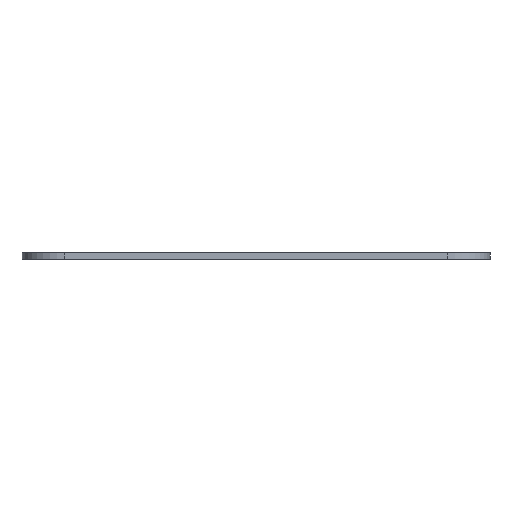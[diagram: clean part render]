
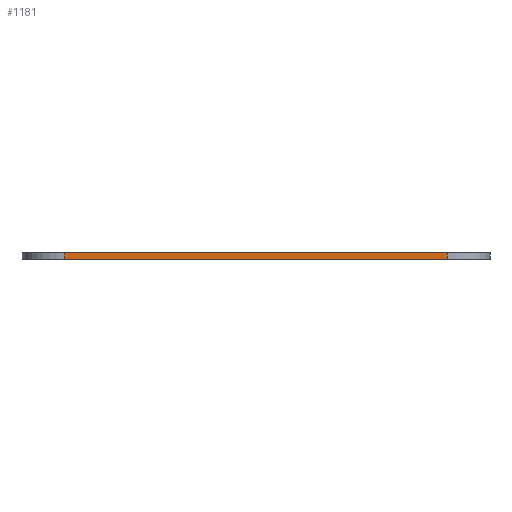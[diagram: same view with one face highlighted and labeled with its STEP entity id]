
A CAD part, front view. The second image highlights one B-rep face of the part: STEP entity #1181.
In plain terms, the highlighted planar face has unit normal (0, -1, 0).
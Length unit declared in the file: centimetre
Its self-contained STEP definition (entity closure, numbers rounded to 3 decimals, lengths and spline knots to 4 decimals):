
#76=PLANE('',#1296);
#129=FACE_OUTER_BOUND('',#208,.T.);
#208=EDGE_LOOP('',(#991,#992,#993,#994));
#272=LINE('',#1719,#386);
#330=LINE('',#1894,#444);
#331=LINE('',#1897,#445);
#332=LINE('',#1898,#446);
#386=VECTOR('',#1386,1.);
#444=VECTOR('',#1562,1.);
#445=VECTOR('',#1565,1.);
#446=VECTOR('',#1566,1.);
#557=VERTEX_POINT('',#1716);
#558=VERTEX_POINT('',#1718);
#616=VERTEX_POINT('',#1892);
#617=VERTEX_POINT('',#1896);
#671=EDGE_CURVE('',#557,#558,#272,.T.);
#759=EDGE_CURVE('',#616,#558,#330,.T.);
#760=EDGE_CURVE('',#616,#617,#331,.T.);
#761=EDGE_CURVE('',#617,#557,#332,.T.);
#991=ORIENTED_EDGE('',*,*,#760,.F.);
#992=ORIENTED_EDGE('',*,*,#759,.T.);
#993=ORIENTED_EDGE('',*,*,#671,.F.);
#994=ORIENTED_EDGE('',*,*,#761,.F.);
#1181=ADVANCED_FACE('',(#129),#76,.T.);
#1296=AXIS2_PLACEMENT_3D('',#1895,#1563,#1564);
#1386=DIRECTION('',(1.,0.,0.));
#1562=DIRECTION('',(0.,0.,1.));
#1563=DIRECTION('center_axis',(0.,-1.,0.));
#1564=DIRECTION('ref_axis',(1.,0.,0.));
#1565=DIRECTION('',(-1.,0.,0.));
#1566=DIRECTION('',(0.,0.,1.));
#1716=CARTESIAN_POINT('',(2.,0.,0.32));
#1718=CARTESIAN_POINT('',(20.,0.,0.32));
#1719=CARTESIAN_POINT('',(20.,0.,0.32));
#1892=CARTESIAN_POINT('',(20.,0.,0.));
#1894=CARTESIAN_POINT('',(20.,0.,0.));
#1895=CARTESIAN_POINT('Origin',(2.,0.,0.));
#1896=CARTESIAN_POINT('',(2.,0.,0.));
#1897=CARTESIAN_POINT('',(20.,0.,0.));
#1898=CARTESIAN_POINT('',(2.,0.,0.));
